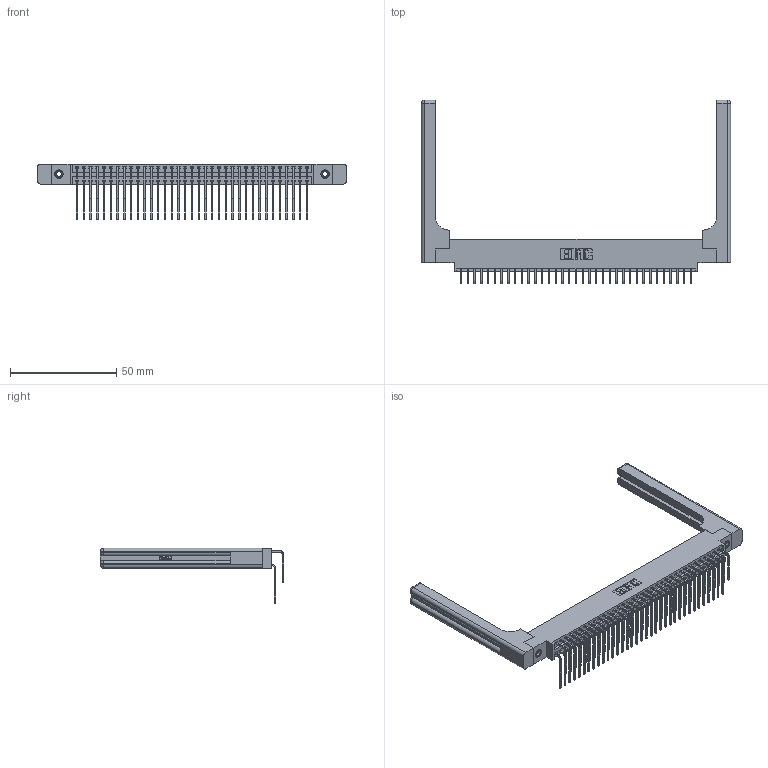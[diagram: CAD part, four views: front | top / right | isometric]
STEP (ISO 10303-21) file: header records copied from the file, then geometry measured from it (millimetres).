
FILE_DESCRIPTION (( 'STEP AP203' ), '1' );
FILE_NAME ('346-070-559-858.STEP', '2022-05-24T22:37:18', ( '' ), ( '' ), 'SwSTEP 2.0', 'SolidWorks 2020', '' );
FILE_SCHEMA (( 'CONFIG_CONTROL_DESIGN' ));
Length unit declared in the file: inch
Products named in the file (6): 345-292-001_558 559 Tail - 1; 346-220-058_345-220-058; 346-070-559-858; 345-250-001_345-250-001-102; 346 Part_0.170 Offset - 0.156 Dia-TH; 345-292-001_559 Tail - 2
Assembly tree (75 placements, depth 2):
  346-070-559-858
    346 Part_0.170 Offset - 0.156 Dia-TH
    345-292-001_558 559 Tail - 1  x35
    345-292-001_559 Tail - 2  x35
    345-250-001_345-250-001-102  x2
    346-220-058_345-220-058  x2
Bounding box: 145.19 x 86.17 x 26.16 mm (x, y, z)
Volume: 21828.5 mm3; surface area: 26717.5 mm2
Topology: 75 solids, 75 shells, 4176 faces, 12313 edges, 8094 vertices
Faces by surface type: plane 2832, cylinder 1284, bspline 36, cone 12, sphere 8, torus 4
Entity records: 31298 total; most frequent: CARTESIAN_POINT 6234, ORIENTED_EDGE 4912, DIRECTION 4448, EDGE_CURVE 2456, VECTOR 2052, LINE 2052, VERTEX_POINT 1626, AXIS2_PLACEMENT_3D 1198
